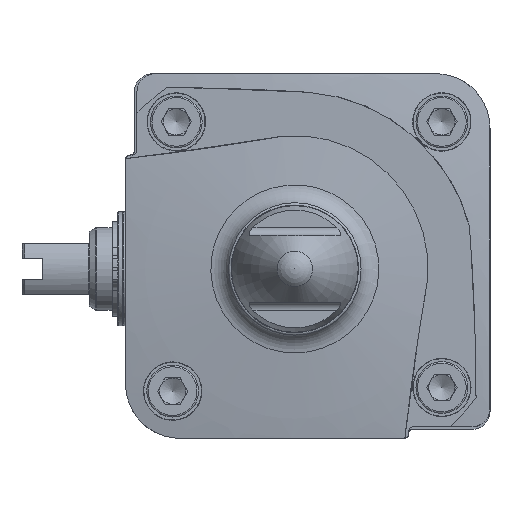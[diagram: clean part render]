
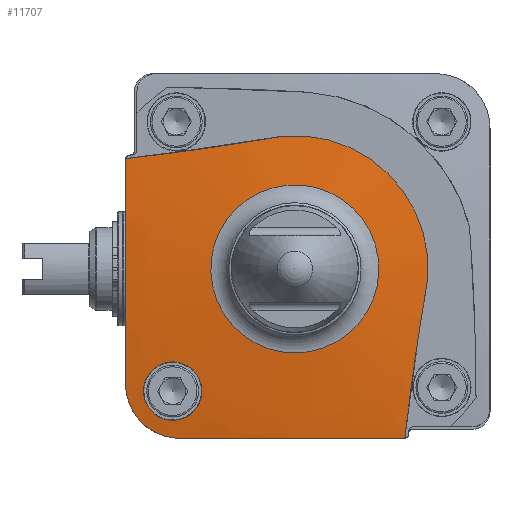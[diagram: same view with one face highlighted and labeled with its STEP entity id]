
A CAD part, left-side view. The second image highlights one B-rep face of the part: STEP entity #11707.
In plain terms, the highlighted toroidal (fillet/blend) face has major radius 18.14 mm and minor radius 362.53 mm.
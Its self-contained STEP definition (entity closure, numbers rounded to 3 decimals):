
#121=DEGENERATE_TOROIDAL_SURFACE('',#12331,18.14,362.53,
 .F.);
#311=B_SPLINE_CURVE_WITH_KNOTS('',3,(#16780,#16781,#16782,#16783),
 .UNSPECIFIED.,.F.,.F.,(4,4),(0.,0.),
 .UNSPECIFIED.);
#312=B_SPLINE_CURVE_WITH_KNOTS('',3,(#16786,#16787,#16788,#16789),
 .UNSPECIFIED.,.F.,.F.,(4,4),(0.,0.031),
 .UNSPECIFIED.);
#313=B_SPLINE_CURVE_WITH_KNOTS('',3,(#16793,#16794,#16795,#16796),
 .UNSPECIFIED.,.F.,.F.,(4,4),(0.,0.031),
 .UNSPECIFIED.);
#314=B_SPLINE_CURVE_WITH_KNOTS('',3,(#16798,#16799,#16800,#16801),
 .UNSPECIFIED.,.F.,.F.,(4,4),(0.001,0.002),
 .UNSPECIFIED.);
#315=B_SPLINE_CURVE_WITH_KNOTS('',3,(#16803,#16804,#16805,#16806,#16807),
 .UNSPECIFIED.,.F.,.F.,(4,1,4),(2.191,2.212,2.234),
 .UNSPECIFIED.);
#316=B_SPLINE_CURVE_WITH_KNOTS('',3,(#16809,#16810,#16811,#16812,#16813,
#16814,#16815),.UNSPECIFIED.,.F.,.F.,(4,1,1,1,4),(0.,0.004,
0.008,0.012,0.016),
 .UNSPECIFIED.);
#317=B_SPLINE_CURVE_WITH_KNOTS('',3,(#16817,#16818,#16819,#16820,#16821),
 .UNSPECIFIED.,.F.,.F.,(4,1,4),(2.191,2.212,2.234),
 .UNSPECIFIED.);
#318=B_SPLINE_CURVE_WITH_KNOTS('',3,(#16822,#16823,#16824,#16825,#16826,
#16827,#16828,#16829,#16830,#16831,#16832),.UNSPECIFIED.,.T.,.F.,(1,1,1,
1,1,1,1,1,1,1,1,1,1,1,1),(-0.013,-0.009,-0.004,
0.,0.004,0.009,0.013,0.018,
0.022,0.027,0.031,0.035,
0.04,0.044,0.049),.UNSPECIFIED.);
#713=CIRCLE('',#12332,16.234);
#714=CIRCLE('',#12333,25.75);
#1569=ORIENTED_EDGE('',*,*,#3771,.T.);
#1570=ORIENTED_EDGE('',*,*,#3772,.T.);
#1571=ORIENTED_EDGE('',*,*,#3773,.T.);
#1572=ORIENTED_EDGE('',*,*,#3774,.F.);
#1573=ORIENTED_EDGE('',*,*,#3775,.T.);
#1574=ORIENTED_EDGE('',*,*,#3776,.T.);
#1575=ORIENTED_EDGE('',*,*,#3777,.T.);
#1576=ORIENTED_EDGE('',*,*,#3778,.T.);
#1577=ORIENTED_EDGE('',*,*,#3779,.T.);
#1578=ORIENTED_EDGE('',*,*,#3780,.T.);
#3771=EDGE_CURVE('',#4840,#4840,#713,.T.);
#3772=EDGE_CURVE('',#4841,#4842,#311,.T.);
#3773=EDGE_CURVE('',#4842,#4843,#312,.T.);
#3774=EDGE_CURVE('',#4844,#4843,#714,.T.);
#3775=EDGE_CURVE('',#4844,#4845,#313,.T.);
#3776=EDGE_CURVE('',#4845,#4846,#314,.T.);
#3777=EDGE_CURVE('',#4846,#4847,#315,.T.);
#3778=EDGE_CURVE('',#4847,#4848,#316,.T.);
#3779=EDGE_CURVE('',#4848,#4841,#317,.T.);
#3780=EDGE_CURVE('',#4849,#4849,#318,.T.);
#4840=VERTEX_POINT('',#16779);
#4841=VERTEX_POINT('',#16784);
#4842=VERTEX_POINT('',#16785);
#4843=VERTEX_POINT('',#16790);
#4844=VERTEX_POINT('',#16792);
#4845=VERTEX_POINT('',#16797);
#4846=VERTEX_POINT('',#16802);
#4847=VERTEX_POINT('',#16808);
#4848=VERTEX_POINT('',#16816);
#4849=VERTEX_POINT('',#16833);
#6551=EDGE_LOOP('',(#1569));
#6552=EDGE_LOOP('',(#1570,#1571,#1572,#1573,#1574,#1575,#1576,#1577));
#6553=EDGE_LOOP('',(#1578));
#7231=FACE_BOUND('',#6551,.T.);
#7232=FACE_BOUND('',#6552,.T.);
#7233=FACE_BOUND('',#6553,.T.);
#11707=ADVANCED_FACE('',(#7231,#7232,#7233),#121,.F.);
#12331=AXIS2_PLACEMENT_3D('',#16777,#13638,#13639);
#12332=AXIS2_PLACEMENT_3D('',#16778,#13640,#13641);
#12333=AXIS2_PLACEMENT_3D('',#16791,#13642,#13643);
#13638=DIRECTION('',(1.,0.,0.));
#13639=DIRECTION('',(0.,0.,-1.));
#13640=DIRECTION('',(1.,0.,0.));
#13641=DIRECTION('',(0.,0.,-1.));
#13642=DIRECTION('',(1.,0.,0.));
#13643=DIRECTION('',(0.,0.,-1.));
#16777=CARTESIAN_POINT('',(282.96,0.,0.));
#16778=CARTESIAN_POINT('',(-77.937,0.,0.));
#16779=CARTESIAN_POINT('',(-77.937,0.,-16.234));
#16780=CARTESIAN_POINT('',(-75.064,-20.96,-32.7));
#16781=CARTESIAN_POINT('',(-75.055,-21.06,-32.7));
#16782=CARTESIAN_POINT('',(-75.049,-21.157,-32.686));
#16783=CARTESIAN_POINT('',(-75.044,-21.252,-32.658));
#16784=CARTESIAN_POINT('',(-75.064,-20.96,-32.7));
#16785=CARTESIAN_POINT('',(-75.044,-21.252,-32.658));
#16786=CARTESIAN_POINT('',(-75.044,-21.252,-32.658));
#16787=CARTESIAN_POINT('',(-76.314,-22.438,-22.389));
#16788=CARTESIAN_POINT('',(-77.028,-23.912,-12.127));
#16789=CARTESIAN_POINT('',(-76.903,-25.683,-1.858));
#16790=CARTESIAN_POINT('',(-76.903,-25.683,-1.858));
#16791=CARTESIAN_POINT('',(-76.903,0.,0.));
#16792=CARTESIAN_POINT('',(-76.903,2.398,25.638));
#16793=CARTESIAN_POINT('',(-76.903,2.398,25.638));
#16794=CARTESIAN_POINT('',(-76.999,12.476,23.91));
#16795=CARTESIAN_POINT('',(-76.287,22.564,22.466));
#16796=CARTESIAN_POINT('',(-75.042,32.642,21.303));
#16797=CARTESIAN_POINT('',(-75.042,32.642,21.303));
#16798=CARTESIAN_POINT('',(-75.042,32.642,21.303));
#16799=CARTESIAN_POINT('',(-75.047,32.68,21.194));
#16800=CARTESIAN_POINT('',(-75.054,32.7,21.077));
#16801=CARTESIAN_POINT('',(-75.064,32.7,20.96));
#16802=CARTESIAN_POINT('',(-75.064,32.7,20.96));
#16803=CARTESIAN_POINT('',(-75.064,32.7,20.96));
#16804=CARTESIAN_POINT('',(-75.68,32.7,13.785));
#16805=CARTESIAN_POINT('',(-76.331,32.7,-0.63));
#16806=CARTESIAN_POINT('',(-75.603,32.7,-15.03));
#16807=CARTESIAN_POINT('',(-74.955,32.7,-22.2));
#16808=CARTESIAN_POINT('',(-74.955,32.7,-22.2));
#16809=CARTESIAN_POINT('',(-74.955,32.7,-22.2));
#16810=CARTESIAN_POINT('',(-74.829,32.7,-23.583));
#16811=CARTESIAN_POINT('',(-74.634,32.155,-26.312));
#16812=CARTESIAN_POINT('',(-74.53,29.821,-29.817));
#16813=CARTESIAN_POINT('',(-74.633,26.326,-32.15));
#16814=CARTESIAN_POINT('',(-74.829,23.583,-32.7));
#16815=CARTESIAN_POINT('',(-74.955,22.2,-32.7));
#16816=CARTESIAN_POINT('',(-74.955,22.2,-32.7));
#16817=CARTESIAN_POINT('',(-74.955,22.2,-32.7));
#16818=CARTESIAN_POINT('',(-75.604,15.025,-32.7));
#16819=CARTESIAN_POINT('',(-76.331,0.612,-32.7));
#16820=CARTESIAN_POINT('',(-75.68,-13.788,-32.7));
#16821=CARTESIAN_POINT('',(-75.064,-20.96,-32.7));
#16822=CARTESIAN_POINT('',(-76.48,17.334,-23.481));
#16823=CARTESIAN_POINT('',(-75.837,19.081,-27.922));
#16824=CARTESIAN_POINT('',(-75.217,23.44,-29.852));
#16825=CARTESIAN_POINT('',(-74.952,27.929,-28.124));
#16826=CARTESIAN_POINT('',(-75.191,29.857,-23.705));
#16827=CARTESIAN_POINT('',(-75.8,28.104,-19.266));
#16828=CARTESIAN_POINT('',(-76.45,23.757,-17.339));
#16829=CARTESIAN_POINT('',(-76.754,19.263,-19.063));
#16830=CARTESIAN_POINT('',(-76.48,17.334,-23.481));
#16831=CARTESIAN_POINT('',(-75.837,19.081,-27.922));
#16832=CARTESIAN_POINT('',(-75.217,23.44,-29.852));
#16833=CARTESIAN_POINT('',(-75.841,19.517,-27.504));
